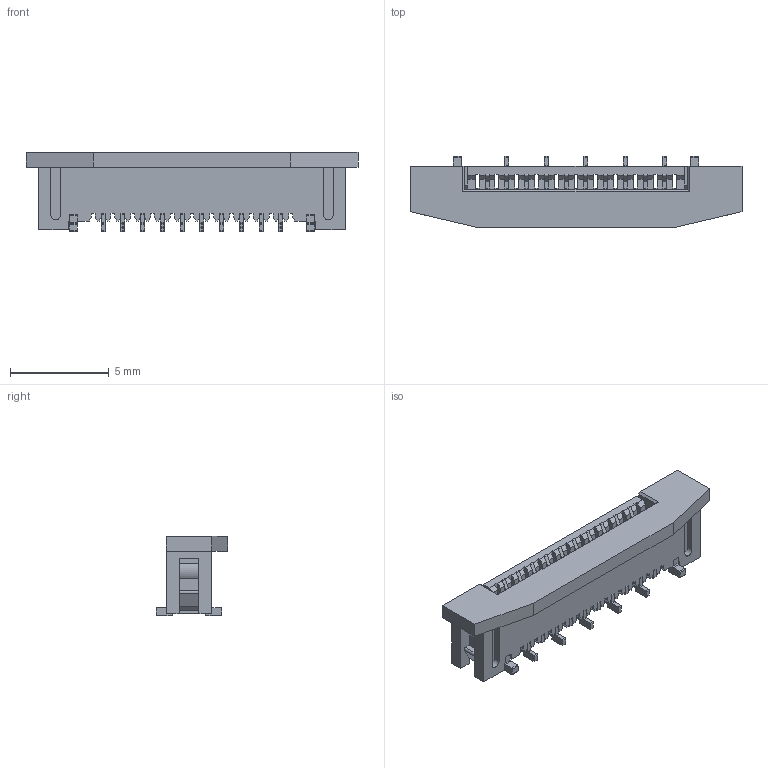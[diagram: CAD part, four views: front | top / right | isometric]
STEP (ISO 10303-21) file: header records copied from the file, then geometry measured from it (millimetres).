
FILE_DESCRIPTION( ( 'Unknown' ), '1' );
FILE_NAME( '686110183822.stp', 'Unknown', ( 'Unknown' ), ( 'Unknown' ), 'PSStep 18.0.17', 'Unknown', ' ' );
FILE_SCHEMA( ( 'AUTOMOTIVE_DESIGN { 1 0 10303 214 1 1 1 1 }' ) );
Length unit declared in the file: millimetre
Products named in the file (6): Assem1; 6861xx183822_Solder pad; 6861xx183822_pin1; 6861xx183822_pin2; 686110183822; 686110183822_Actuator
Assembly tree (14 placements, depth 2):
  Assem1
    6861xx183822_Solder pad  x2
    6861xx183822_pin1  x5
    6861xx183822_pin2  x5
    686110183822
    686110183822_Actuator
Bounding box: 16.8 x 3.6 x 4 mm (x, y, z)
Volume: 108.5 mm3; surface area: 624.5 mm2
Topology: 14 solids, 14 shells, 963 faces, 3041 edges, 2022 vertices
Faces by surface type: plane 718, cylinder 245
Entity records: 25207 total; most frequent: ORIENTED_EDGE 3802, CARTESIAN_POINT 3743, DIRECTION 3191, EDGE_CURVE 1901, LINE 1771, VECTOR 1771, VERTEX_POINT 1262, AXIS2_PLACEMENT_3D 710
